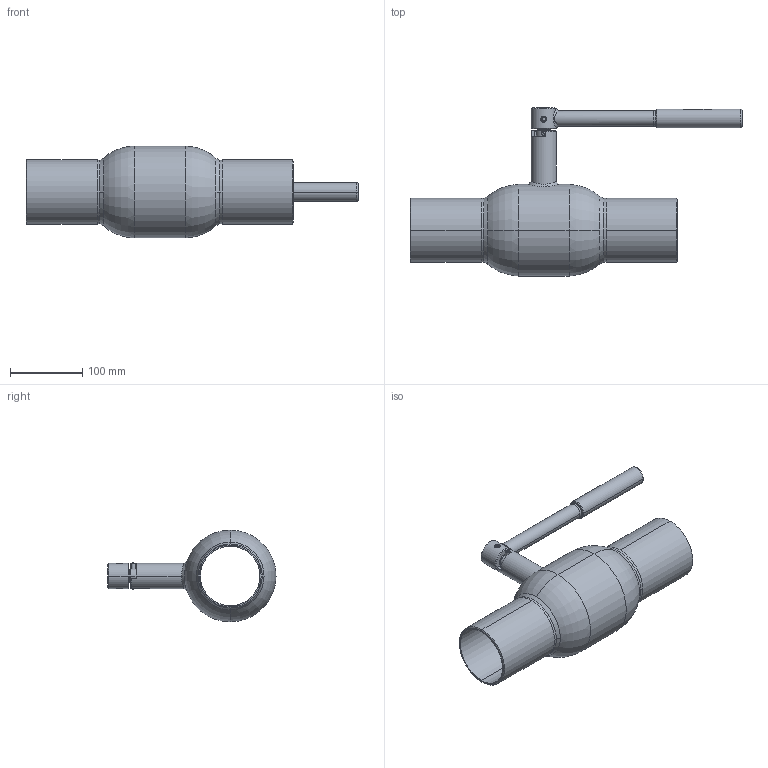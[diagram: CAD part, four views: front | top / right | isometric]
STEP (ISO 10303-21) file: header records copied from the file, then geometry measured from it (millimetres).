
FILE_DESCRIPTION (( 'STEP AP214' ), '1' );
FILE_NAME ('64102080 010.STEP', '2010-10-11T19:12:53', ( 'BROEN A/S' ), ( 'BROEN A/S' ), 'SwSTEP 2.0', 'SolidWorks 2009', '' );
FILE_SCHEMA (( 'AUTOMOTIVE_DESIGN' ));
Length unit declared in the file: millimetre
Products named in the file (1): 64102080 010
Bounding box: 460.42 x 233 x 127 mm (x, y, z)
Surface area: 228591.2 mm2 (no closed solid volume)
Topology: 0 solids, 30 shells, 177 faces, 908 edges, 735 vertices
Faces by surface type: cylinder 72, cone 41, plane 28, bspline 20, torus 12, sphere 4
Entity records: 21953 total; most frequent: CARTESIAN_POINT 13753, ORIENTED_EDGE 1182, DIRECTION 1045, EDGE_CURVE 900, VERTEX_POINT 735, B_SPLINE_CURVE_WITH_KNOTS 399, AXIS2_PLACEMENT_3D 390, VECTOR 265
